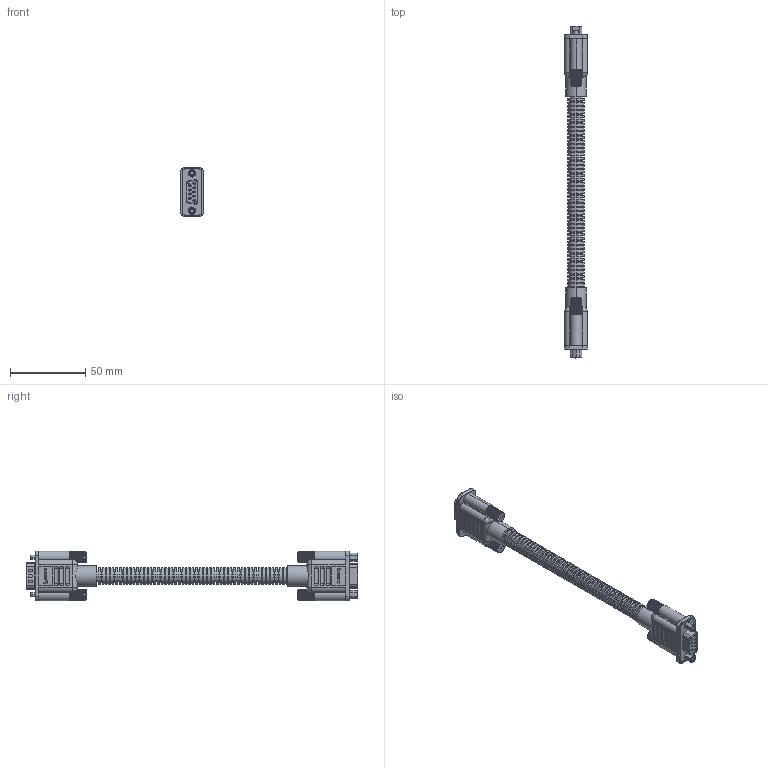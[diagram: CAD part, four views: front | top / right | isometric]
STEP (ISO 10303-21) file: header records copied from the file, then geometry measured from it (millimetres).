
FILE_DESCRIPTION (( 'STEP AP214' ), '1' );
FILE_NAME ('CSPL9MF.STEP', '2013-07-12T14:23:27', ( 'L-Com' ), ( 'L-Com Global Connectivity' ), 'SwSTEP 2.0', 'SolidWorks 2012', '' );
FILE_SCHEMA (( 'AUTOMOTIVE_DESIGN' ));
Length unit declared in the file: inch
Products named in the file (15): 3AC13-003_.289 ID; SDH-PROD; 3AB01-169_New L-com Logo; 1AV02-008_SINGLE CONTACT; 1AC02-019; 3AB01-170_New Logo; 1AY03-021; 1AY03-022_shortened tabs; 1AU02-007_SINGLE CONTACT; MTN-208; 1AC02-020; 1AJ06-026_with knurled head; MTN-769_NEW LOGO; 1AL08-110_6"; CSPL9MF
Assembly tree (38 placements, depth 3):
  CSPL9MF
    1AL08-110_6"
    3AB01-170_New Logo
      MTN-769_NEW LOGO
      1AJ06-026_with knurled head  x2
      1AC02-020
      MTN-208
      1AU02-007_SINGLE CONTACT  x9
      1AY03-022_shortened tabs
      1AY03-021
    3AB01-169_New L-com Logo
      MTN-769_NEW LOGO
      1AJ06-026_with knurled head  x2
      1AC02-019
      MTN-208
      1AY03-022_shortened tabs
      1AY03-021
      1AV02-008_SINGLE CONTACT  x9
    SDH-PROD  x2
    3AC13-003_.289 ID
Bounding box: 14.99 x 220.16 x 33.02 mm (x, y, z)
Volume: 41012.2 mm3; surface area: 47371.4 mm2
Topology: 36 solids, 36 shells, 4046 faces, 10048 edges, 6149 vertices
Faces by surface type: cylinder 1642, plane 1388, cone 608, bspline 202, torus 130, sphere 76
Entity records: 69014 total; most frequent: CARTESIAN_POINT 15087, DIRECTION 10652, ORIENTED_EDGE 10048, EDGE_CURVE 5024, AXIS2_PLACEMENT_3D 4027, VERTEX_POINT 2944, VECTOR 2598, LINE 2598
